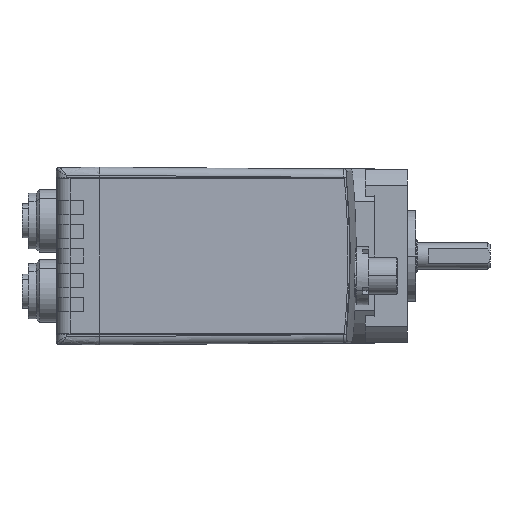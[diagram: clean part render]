
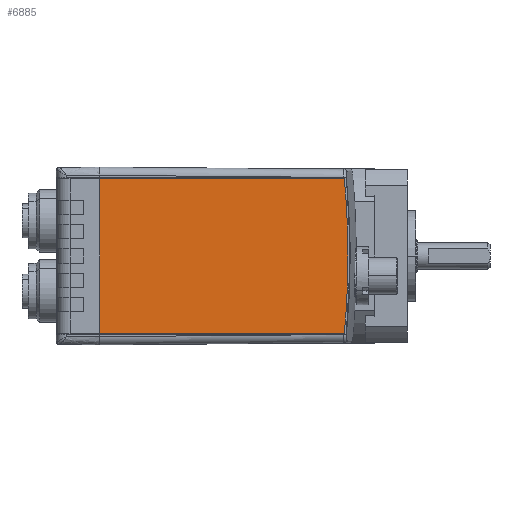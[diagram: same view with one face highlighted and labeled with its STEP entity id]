
A CAD part, left-side view. The second image highlights one B-rep face of the part: STEP entity #6885.
In plain terms, the highlighted planar face has unit normal (-1, -0.009, 0).
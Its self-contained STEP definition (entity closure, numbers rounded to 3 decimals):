
#346 = DIRECTION ( 'NONE',  ( 1., 0.009, 0. ) ) ;
#525 = DIRECTION ( 'NONE',  ( 0.009, -1., 0. ) ) ;
#606 = FACE_OUTER_BOUND ( 'NONE', #2458, .T. ) ;
#1826 = CARTESIAN_POINT ( 'NONE',  ( -58.763, -15.729, -18.75 ) ) ;
#2161 = VERTEX_POINT ( 'NONE', #12874 ) ;
#2337 = DIRECTION ( 'NONE',  ( 0.009, -1., 0. ) ) ;
#2458 = EDGE_LOOP ( 'NONE', ( #7678, #17243, #19558, #19840, #16798 ) ) ;
#2511 = AXIS2_PLACEMENT_3D ( 'NONE', #24567, #15595, #28868 ) ;
#3456 = EDGE_CURVE ( 'NONE', #5905, #13067, #28613, .T. ) ;
#3772 = AXIS2_PLACEMENT_3D ( 'NONE', #7367, #9209, #26658 ) ;
#4751 = CARTESIAN_POINT ( 'NONE',  ( -58.763, -15.729, 18.75 ) ) ;
#5905 = VERTEX_POINT ( 'NONE', #4751 ) ;
#6448 = EDGE_CURVE ( 'NONE', #13067, #18348, #19039, .T. ) ;
#6885 = ADVANCED_FACE ( 'NONE', ( #606 ), #29141, .T. ) ;
#7367 = CARTESIAN_POINT ( 'NONE',  ( -59.28, 43.498, -129.219 ) ) ;
#7678 = ORIENTED_EDGE ( 'NONE', *, *, #27703, .F. ) ;
#9025 = VECTOR ( 'NONE', #26175, 1000. ) ;
#9209 = DIRECTION ( 'NONE',  ( -1., -0.009, 0. ) ) ;
#9742 = CARTESIAN_POINT ( 'NONE',  ( -58.755, -16.62, 0. ) ) ;
#10738 = CARTESIAN_POINT ( 'NONE',  ( -59.28, 43.498, 18.75 ) ) ;
#11624 = LINE ( 'NONE', #27047, #18712 ) ;
#11651 = CARTESIAN_POINT ( 'NONE',  ( -60.481, 181.129, 0. ) ) ;
#12792 = DIRECTION ( 'NONE',  ( 0.009, -1., 0. ) ) ;
#12874 = CARTESIAN_POINT ( 'NONE',  ( -59.28, 43.497, 18.75 ) ) ;
#13067 = VERTEX_POINT ( 'NONE', #9742 ) ;
#15342 = VERTEX_POINT ( 'NONE', #22887 ) ;
#15595 = DIRECTION ( 'NONE',  ( 1., 0.009, 0. ) ) ;
#16396 = LINE ( 'NONE', #28604, #9025 ) ;
#16798 = ORIENTED_EDGE ( 'NONE', *, *, #3456, .F. ) ;
#17243 = ORIENTED_EDGE ( 'NONE', *, *, #22894, .T. ) ;
#18348 = VERTEX_POINT ( 'NONE', #1826 ) ;
#18712 = VECTOR ( 'NONE', #525, 1000. ) ;
#19039 = CIRCLE ( 'NONE', #26575, 197.756 ) ;
#19558 = ORIENTED_EDGE ( 'NONE', *, *, #23294, .T. ) ;
#19840 = ORIENTED_EDGE ( 'NONE', *, *, #6448, .F. ) ;
#22887 = CARTESIAN_POINT ( 'NONE',  ( -59.28, 43.497, -18.75 ) ) ;
#22894 = EDGE_CURVE ( 'NONE', #2161, #15342, #16396, .T. ) ;
#23294 = EDGE_CURVE ( 'NONE', #15342, #18348, #11624, .T. ) ;
#24567 = CARTESIAN_POINT ( 'NONE',  ( -60.481, 181.129, 0. ) ) ;
#25803 = LINE ( 'NONE', #10738, #25836 ) ;
#25836 = VECTOR ( 'NONE', #12792, 1000. ) ;
#26175 = DIRECTION ( 'NONE',  ( 0., 0., -1. ) ) ;
#26575 = AXIS2_PLACEMENT_3D ( 'NONE', #11651, #346, #2337 ) ;
#26658 = DIRECTION ( 'NONE',  ( 0.009, -1., 0. ) ) ;
#27047 = CARTESIAN_POINT ( 'NONE',  ( -59.28, 43.498, -18.75 ) ) ;
#27703 = EDGE_CURVE ( 'NONE', #2161, #5905, #25803, .T. ) ;
#28604 = CARTESIAN_POINT ( 'NONE',  ( -59.28, 43.497, -129.219 ) ) ;
#28613 = CIRCLE ( 'NONE', #2511, 197.756 ) ;
#28868 = DIRECTION ( 'NONE',  ( 0.009, -1., 0. ) ) ;
#29141 = PLANE ( 'NONE',  #3772 ) ;
